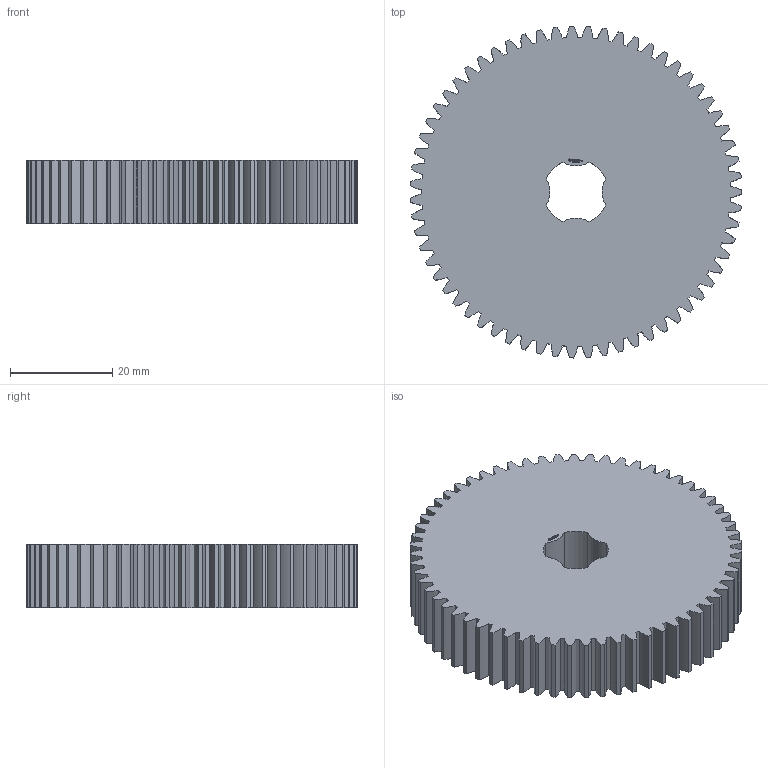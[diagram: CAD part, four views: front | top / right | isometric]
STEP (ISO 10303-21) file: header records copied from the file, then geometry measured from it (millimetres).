
FILE_DESCRIPTION(('FreeCAD Model'),'2;1');
FILE_NAME('Open CASCADE Shape Model','2024-03-10T20:05:12',(''),(''), 'Open CASCADE STEP processor 7.6','FreeCAD','Unknown');
FILE_SCHEMA(('AUTOMOTIVE_DESIGN { 1 0 10303 214 1 1 1 1 }'));
Products named in the file (1): Gear Wheel PLN TTH63 BU01.00 SFT-SHD - SPN-GWH-0232 (stemfie.org)
Bounding box: 64.97 x 64.99 x 12.5 mm (x, y, z)
Volume: 37408.7 mm3; surface area: 11490.2 mm2
Topology: 1 solids, 1 shells, 741 faces, 2130 edges, 1420 vertices
Faces by surface type: extrusion 412, plane 321, cylinder 8
Entity records: 68840 total; most frequent: CARTESIAN_POINT 24022, DIRECTION 5830, VECTOR 5122, LINE 4710, ORIENTED_EDGE 4260, PCURVE 4260, DEFINITIONAL_REPRESENTATION 4260, EDGE_CURVE 2130
